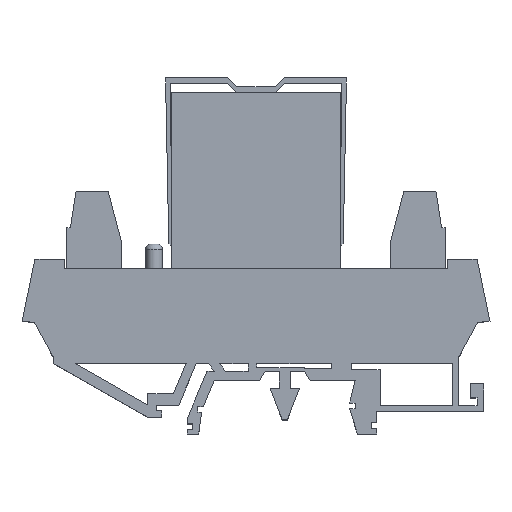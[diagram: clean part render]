
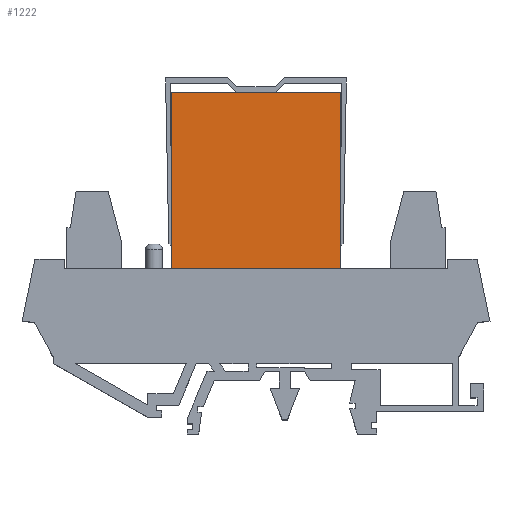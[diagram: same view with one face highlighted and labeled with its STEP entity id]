
A CAD part, top view. The second image highlights one B-rep face of the part: STEP entity #1222.
In plain terms, the highlighted planar face has unit normal (0, 0, 1).
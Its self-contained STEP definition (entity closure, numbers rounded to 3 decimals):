
#128 = ORIENTED_EDGE ( 'NONE', *, *, #4471, .F. ) ;
#568 = CARTESIAN_POINT ( 'NONE',  ( 56.5, 17.6, 15.5 ) ) ;
#671 = ORIENTED_EDGE ( 'NONE', *, *, #2885, .T. ) ;
#717 = CARTESIAN_POINT ( 'NONE',  ( 26.5, -13.7, 15.5 ) ) ;
#749 = LINE ( 'NONE', #717, #2791 ) ;
#847 = VECTOR ( 'NONE', #967, 1000. ) ;
#948 = VERTEX_POINT ( 'NONE', #5205 ) ;
#963 = DIRECTION ( 'NONE',  ( 0., 0., -1. ) ) ;
#967 = DIRECTION ( 'NONE',  ( 0., -1., 0. ) ) ;
#1007 = EDGE_CURVE ( 'NONE', #4967, #3840, #3547, .T. ) ;
#1137 = DIRECTION ( 'NONE',  ( 1., 0., 0. ) ) ;
#1222 = ADVANCED_FACE ( 'NONE', ( #3472 ), #2395, .F. ) ;
#1235 = VECTOR ( 'NONE', #2341, 1000. ) ;
#1265 = LINE ( 'NONE', #2989, #3445 ) ;
#1285 = CARTESIAN_POINT ( 'NONE',  ( 56.5, 17.6, 15.5 ) ) ;
#1325 = EDGE_LOOP ( 'NONE', ( #671, #128, #4843, #4567 ) ) ;
#1463 = DIRECTION ( 'NONE',  ( -1., 0., 0. ) ) ;
#1470 = CARTESIAN_POINT ( 'NONE',  ( 56.5, -13.7, 15.5 ) ) ;
#1871 = EDGE_CURVE ( 'NONE', #4967, #948, #1265, .T. ) ;
#1949 = LINE ( 'NONE', #568, #847 ) ;
#2341 = DIRECTION ( 'NONE',  ( 1., 0., 0. ) ) ;
#2395 = PLANE ( 'NONE',  #3609 ) ;
#2791 = VECTOR ( 'NONE', #1137, 1000. ) ;
#2885 = EDGE_CURVE ( 'NONE', #948, #4581, #749, .T. ) ;
#2989 = CARTESIAN_POINT ( 'NONE',  ( 26.5, 17.6, 15.5 ) ) ;
#3445 = VECTOR ( 'NONE', #4116, 1000. ) ;
#3472 = FACE_OUTER_BOUND ( 'NONE', #1325, .T. ) ;
#3512 = CARTESIAN_POINT ( 'NONE',  ( 26.5, 17.6, 15.5 ) ) ;
#3547 = LINE ( 'NONE', #4294, #1235 ) ;
#3609 = AXIS2_PLACEMENT_3D ( 'NONE', #3512, #963, #1463 ) ;
#3649 = CARTESIAN_POINT ( 'NONE',  ( 26.5, 17.6, 15.5 ) ) ;
#3840 = VERTEX_POINT ( 'NONE', #1285 ) ;
#4116 = DIRECTION ( 'NONE',  ( 0., -1., 0. ) ) ;
#4294 = CARTESIAN_POINT ( 'NONE',  ( 26.5, 17.6, 15.5 ) ) ;
#4471 = EDGE_CURVE ( 'NONE', #3840, #4581, #1949, .T. ) ;
#4567 = ORIENTED_EDGE ( 'NONE', *, *, #1871, .T. ) ;
#4581 = VERTEX_POINT ( 'NONE', #1470 ) ;
#4843 = ORIENTED_EDGE ( 'NONE', *, *, #1007, .F. ) ;
#4967 = VERTEX_POINT ( 'NONE', #3649 ) ;
#5205 = CARTESIAN_POINT ( 'NONE',  ( 26.5, -13.7, 15.5 ) ) ;
